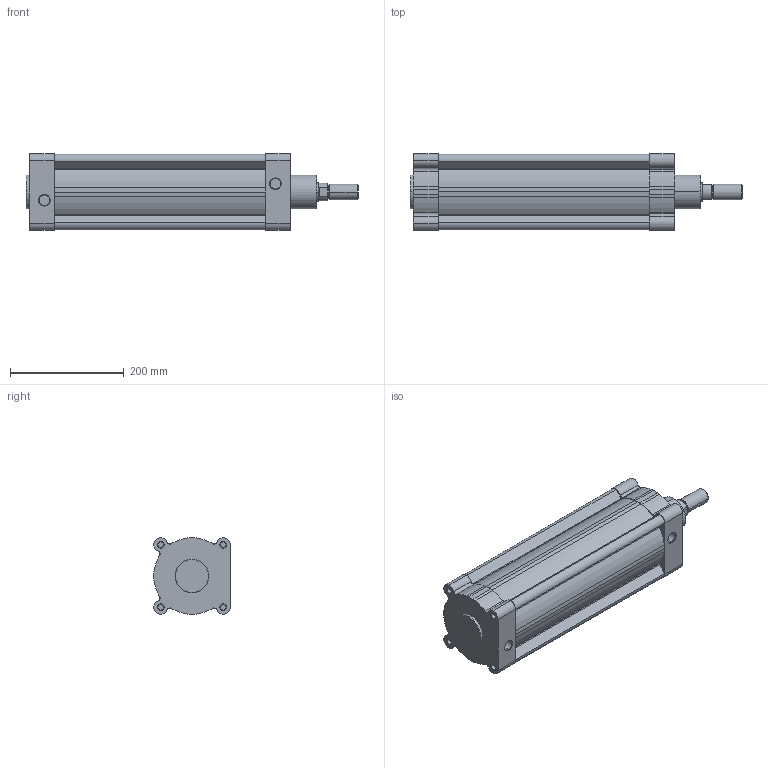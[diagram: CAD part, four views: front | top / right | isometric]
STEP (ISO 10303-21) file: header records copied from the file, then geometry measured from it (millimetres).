
FILE_DESCRIPTION (( 'STEP AP214' ), '1' );
FILE_NAME ('PNC 125-300 CYLINDER.STEP', '2010-08-03T12:15:28', ( '' ), ( '' ), 'SwSTEP 2.0', 'SolidWorks 2010', '' );
FILE_SCHEMA (( 'AUTOMOTIVE_DESIGN' ));
Length unit declared in the file: millimetre
Products named in the file (5): PNC  125 arka kapak ; PNC 125 boru; PNC 125 on kapak; PNC  125 M尳; PNC  125-300  CYLINDER
Assembly tree (4 placements, depth 2):
  PNC  125-300  CYLINDER
    PNC 125 boru
    PNC  125 M尳
    PNC  125 arka kapak 
    PNC 125 on kapak
Bounding box: 585 x 135 x 135 mm (x, y, z)
Volume: 3504831.7 mm3; surface area: 671672.4 mm2
Topology: 4 solids, 4 shells, 227 faces, 560 edges, 360 vertices
Faces by surface type: cylinder 120, plane 71, cone 26, torus 10
Entity records: 7292 total; most frequent: DIRECTION 1294, CARTESIAN_POINT 1230, ORIENTED_EDGE 1120, EDGE_CURVE 560, AXIS2_PLACEMENT_3D 516, VERTEX_POINT 360, CIRCLE 282, VECTOR 262
